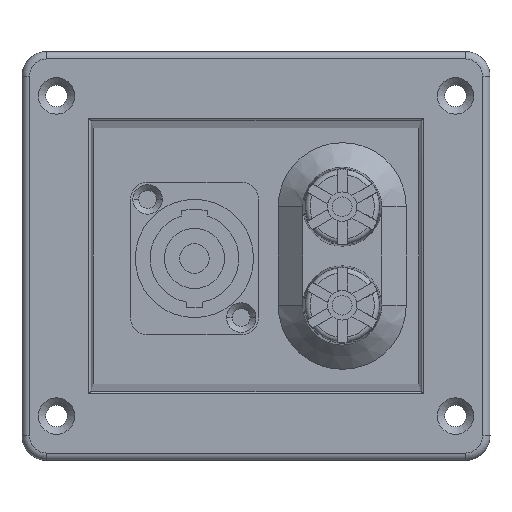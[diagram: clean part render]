
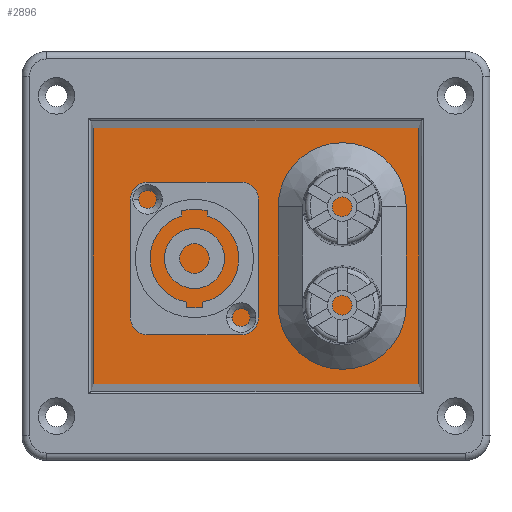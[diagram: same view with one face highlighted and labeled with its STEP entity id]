
A CAD part, front view. The second image highlights one B-rep face of the part: STEP entity #2896.
In plain terms, the highlighted planar face has unit normal (0, -1, 0).
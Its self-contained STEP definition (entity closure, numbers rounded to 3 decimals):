
#2577 = B_SPLINE_SURFACE_WITH_KNOTS('',1,1,(
    (#2578,#2579)
    ,(#2580,#2581
    )),.UNSPECIFIED.,.F.,.F.,.F.,(2,2),(2,2),(0.,55.),(0.,1.),
  .PIECEWISE_BEZIER_KNOTS.);
#2578 = CARTESIAN_POINT('',(14.5,21.,67.5));
#2579 = CARTESIAN_POINT('',(14.,0.,69.));
#2580 = CARTESIAN_POINT('',(14.5,21.,15.5));
#2581 = CARTESIAN_POINT('',(14.,0.,14.));
#2605 = B_SPLINE_SURFACE_WITH_KNOTS('',1,1,(
    (#2606,#2607)
    ,(#2608,#2609
    )),.UNSPECIFIED.,.F.,.F.,.F.,(2,2),(2,2),(0.,67.),(0.,1.),
  .PIECEWISE_BEZIER_KNOTS.);
#2606 = CARTESIAN_POINT('',(14.5,21.,15.5));
#2607 = CARTESIAN_POINT('',(14.,0.,14.));
#2608 = CARTESIAN_POINT('',(80.5,21.,15.5));
#2609 = CARTESIAN_POINT('',(81.,0.,14.));
#2633 = B_SPLINE_SURFACE_WITH_KNOTS('',1,1,(
    (#2634,#2635)
    ,(#2636,#2637
    )),.UNSPECIFIED.,.F.,.F.,.F.,(2,2),(2,2),(0.,55.),(0.,1.),
  .PIECEWISE_BEZIER_KNOTS.);
#2634 = CARTESIAN_POINT('',(80.5,21.,15.5));
#2635 = CARTESIAN_POINT('',(81.,0.,14.));
#2636 = CARTESIAN_POINT('',(80.5,21.,67.5));
#2637 = CARTESIAN_POINT('',(81.,0.,69.));
#2659 = B_SPLINE_SURFACE_WITH_KNOTS('',1,1,(
    (#2660,#2661)
    ,(#2662,#2663
    )),.UNSPECIFIED.,.F.,.F.,.F.,(2,2),(2,2),(0.,67.),(0.,1.),
  .PIECEWISE_BEZIER_KNOTS.);
#2660 = CARTESIAN_POINT('',(80.5,21.,67.5));
#2661 = CARTESIAN_POINT('',(81.,0.,69.));
#2662 = CARTESIAN_POINT('',(14.5,21.,67.5));
#2663 = CARTESIAN_POINT('',(14.,0.,69.));
#2707 = EDGE_CURVE('',#2708,#2710,#2712,.T.);
#2708 = VERTEX_POINT('',#2709);
#2709 = CARTESIAN_POINT('',(14.5,21.,67.5));
#2710 = VERTEX_POINT('',#2711);
#2711 = CARTESIAN_POINT('',(14.5,21.,15.5));
#2712 = SURFACE_CURVE('',#2713,(#2717,#2723),.PCURVE_S1.);
#2713 = LINE('',#2714,#2715);
#2714 = CARTESIAN_POINT('',(14.5,21.,67.5));
#2715 = VECTOR('',#2716,1.);
#2716 = DIRECTION('',(0.,0.,-1.));
#2717 = PCURVE('',#2577,#2718);
#2718 = DEFINITIONAL_REPRESENTATION('',(#2719),#2722);
#2719 = B_SPLINE_CURVE_WITH_KNOTS('',1,(#2720,#2721),.UNSPECIFIED.,.F.,
  .F.,(2,2),(0.,52.),.PIECEWISE_BEZIER_KNOTS.);
#2720 = CARTESIAN_POINT('',(0.,0.));
#2721 = CARTESIAN_POINT('',(55.,0.));
#2722 = ( GEOMETRIC_REPRESENTATION_CONTEXT(2) 
PARAMETRIC_REPRESENTATION_CONTEXT() REPRESENTATION_CONTEXT('2D SPACE',''
  ) );
#2723 = PCURVE('',#2724,#2729);
#2724 = PLANE('',#2725);
#2725 = AXIS2_PLACEMENT_3D('',#2726,#2727,#2728);
#2726 = CARTESIAN_POINT('',(14.5,21.,15.5));
#2727 = DIRECTION('',(0.,1.,0.));
#2728 = DIRECTION('',(0.785,0.,0.619)
  );
#2729 = DEFINITIONAL_REPRESENTATION('',(#2730),#2734);
#2730 = LINE('',#2731,#2732);
#2731 = CARTESIAN_POINT('',(32.181,-40.846));
#2732 = VECTOR('',#2733,1.);
#2733 = DIRECTION('',(-0.619,0.785));
#2734 = ( GEOMETRIC_REPRESENTATION_CONTEXT(2) 
PARAMETRIC_REPRESENTATION_CONTEXT() REPRESENTATION_CONTEXT('2D SPACE',''
  ) );
#2780 = EDGE_CURVE('',#2781,#2708,#2783,.T.);
#2781 = VERTEX_POINT('',#2782);
#2782 = CARTESIAN_POINT('',(80.5,21.,67.5));
#2783 = SURFACE_CURVE('',#2784,(#2788,#2794),.PCURVE_S1.);
#2784 = LINE('',#2785,#2786);
#2785 = CARTESIAN_POINT('',(80.5,21.,67.5));
#2786 = VECTOR('',#2787,1.);
#2787 = DIRECTION('',(-1.,-0.,0.));
#2788 = PCURVE('',#2659,#2789);
#2789 = DEFINITIONAL_REPRESENTATION('',(#2790),#2793);
#2790 = B_SPLINE_CURVE_WITH_KNOTS('',1,(#2791,#2792),.UNSPECIFIED.,.F.,
  .F.,(2,2),(0.,66.),.PIECEWISE_BEZIER_KNOTS.);
#2791 = CARTESIAN_POINT('',(0.,0.));
#2792 = CARTESIAN_POINT('',(67.,0.));
#2793 = ( GEOMETRIC_REPRESENTATION_CONTEXT(2) 
PARAMETRIC_REPRESENTATION_CONTEXT() REPRESENTATION_CONTEXT('2D SPACE',''
  ) );
#2794 = PCURVE('',#2724,#2795);
#2795 = DEFINITIONAL_REPRESENTATION('',(#2796),#2800);
#2796 = LINE('',#2797,#2798);
#2797 = CARTESIAN_POINT('',(84.024,0.));
#2798 = VECTOR('',#2799,1.);
#2799 = DIRECTION('',(-0.785,-0.619));
#2800 = ( GEOMETRIC_REPRESENTATION_CONTEXT(2) 
PARAMETRIC_REPRESENTATION_CONTEXT() REPRESENTATION_CONTEXT('2D SPACE',''
  ) );
#2827 = EDGE_CURVE('',#2828,#2781,#2830,.T.);
#2828 = VERTEX_POINT('',#2829);
#2829 = CARTESIAN_POINT('',(80.5,21.,15.5));
#2830 = SURFACE_CURVE('',#2831,(#2835,#2841),.PCURVE_S1.);
#2831 = LINE('',#2832,#2833);
#2832 = CARTESIAN_POINT('',(80.5,21.,15.5));
#2833 = VECTOR('',#2834,1.);
#2834 = DIRECTION('',(0.,0.,1.));
#2835 = PCURVE('',#2633,#2836);
#2836 = DEFINITIONAL_REPRESENTATION('',(#2837),#2840);
#2837 = B_SPLINE_CURVE_WITH_KNOTS('',1,(#2838,#2839),.UNSPECIFIED.,.F.,
  .F.,(2,2),(0.,52.),.PIECEWISE_BEZIER_KNOTS.);
#2838 = CARTESIAN_POINT('',(0.,0.));
#2839 = CARTESIAN_POINT('',(55.,0.));
#2840 = ( GEOMETRIC_REPRESENTATION_CONTEXT(2) 
PARAMETRIC_REPRESENTATION_CONTEXT() REPRESENTATION_CONTEXT('2D SPACE',''
  ) );
#2841 = PCURVE('',#2724,#2842);
#2842 = DEFINITIONAL_REPRESENTATION('',(#2843),#2847);
#2843 = LINE('',#2844,#2845);
#2844 = CARTESIAN_POINT('',(51.842,40.846));
#2845 = VECTOR('',#2846,1.);
#2846 = DIRECTION('',(0.619,-0.785));
#2847 = ( GEOMETRIC_REPRESENTATION_CONTEXT(2) 
PARAMETRIC_REPRESENTATION_CONTEXT() REPRESENTATION_CONTEXT('2D SPACE',''
  ) );
#2874 = EDGE_CURVE('',#2710,#2828,#2875,.T.);
#2875 = SURFACE_CURVE('',#2876,(#2880,#2886),.PCURVE_S1.);
#2876 = LINE('',#2877,#2878);
#2877 = CARTESIAN_POINT('',(14.5,21.,15.5));
#2878 = VECTOR('',#2879,1.);
#2879 = DIRECTION('',(1.,0.,0.));
#2880 = PCURVE('',#2605,#2881);
#2881 = DEFINITIONAL_REPRESENTATION('',(#2882),#2885);
#2882 = B_SPLINE_CURVE_WITH_KNOTS('',1,(#2883,#2884),.UNSPECIFIED.,.F.,
  .F.,(2,2),(0.,66.),.PIECEWISE_BEZIER_KNOTS.);
#2883 = CARTESIAN_POINT('',(0.,0.));
#2884 = CARTESIAN_POINT('',(67.,0.));
#2885 = ( GEOMETRIC_REPRESENTATION_CONTEXT(2) 
PARAMETRIC_REPRESENTATION_CONTEXT() REPRESENTATION_CONTEXT('2D SPACE',''
  ) );
#2886 = PCURVE('',#2724,#2887);
#2887 = DEFINITIONAL_REPRESENTATION('',(#2888),#2892);
#2888 = LINE('',#2889,#2890);
#2889 = CARTESIAN_POINT('',(0.,0.));
#2890 = VECTOR('',#2891,1.);
#2891 = DIRECTION('',(0.785,0.619));
#2892 = ( GEOMETRIC_REPRESENTATION_CONTEXT(2) 
PARAMETRIC_REPRESENTATION_CONTEXT() REPRESENTATION_CONTEXT('2D SPACE',''
  ) );
#2896 = ADVANCED_FACE('',(#2897),#2724,.F.);
#2897 = FACE_BOUND('',#2898,.T.);
#2898 = EDGE_LOOP('',(#2899,#2900,#2901,#2902));
#2899 = ORIENTED_EDGE('',*,*,#2874,.T.);
#2900 = ORIENTED_EDGE('',*,*,#2827,.T.);
#2901 = ORIENTED_EDGE('',*,*,#2780,.T.);
#2902 = ORIENTED_EDGE('',*,*,#2707,.T.);
